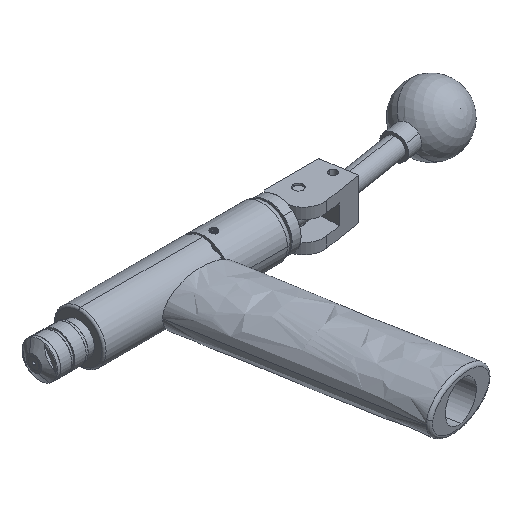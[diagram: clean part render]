
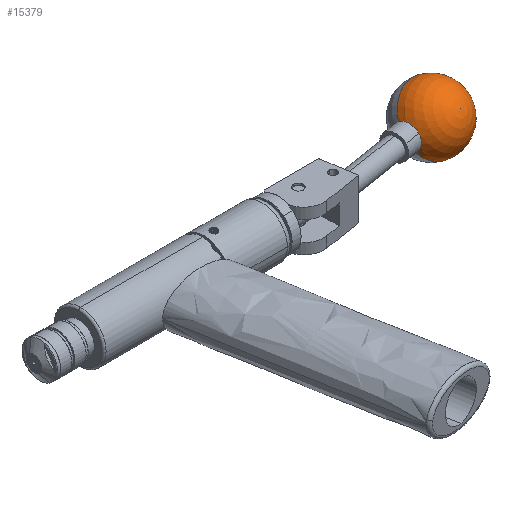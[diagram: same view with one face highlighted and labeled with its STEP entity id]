
A CAD part, isometric view. The second image highlights one B-rep face of the part: STEP entity #15379.
In plain terms, the highlighted spherical face has radius 15.875 mm.
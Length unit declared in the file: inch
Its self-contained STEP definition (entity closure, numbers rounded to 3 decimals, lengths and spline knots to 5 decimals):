
#151 = EDGE_LOOP ( 'NONE', ( #8302, #15090, #13879, #5310 ) ) ;
#506 = CIRCLE ( 'NONE', #1310, 0.25 ) ;
#1310 = AXIS2_PLACEMENT_3D ( 'NONE', #6241, #13547, #3351 ) ;
#2327 = CARTESIAN_POINT ( 'NONE',  ( 7.78472, 0.37782, 0. ) ) ;
#2836 = VERTEX_POINT ( 'NONE', #4173 ) ;
#2846 = DIRECTION ( 'NONE',  ( 0.092, -0.578, -0.811 ) ) ;
#3249 = VERTEX_POINT ( 'NONE', #6942 ) ;
#3351 = DIRECTION ( 'NONE',  ( 0.127, -0.801, 0.585 ) ) ;
#3931 = FACE_OUTER_BOUND ( 'NONE', #151, .T. ) ;
#4019 = SPHERICAL_SURFACE ( 'NONE', #10309, 0.625 ) ;
#4173 = CARTESIAN_POINT ( 'NONE',  ( 6.63337, -0.00981, 0.14627 ) ) ;
#4221 = CARTESIAN_POINT ( 'NONE',  ( 7.16742, 0.28004, 0. ) ) ;
#4799 = AXIS2_PLACEMENT_3D ( 'NONE', #4221, #9220, #15103 ) ;
#4871 = DIRECTION ( 'NONE',  ( -0.127, 0.801, -0.585 ) ) ;
#5310 = ORIENTED_EDGE ( 'NONE', *, *, #10176, .T. ) ;
#6124 = DIRECTION ( 'NONE',  ( 0.127, -0.801, 0.585 ) ) ;
#6241 = CARTESIAN_POINT ( 'NONE',  ( 6.60165, 0.19044, 0. ) ) ;
#6427 = DIRECTION ( 'NONE',  ( 0., 0.59, 0.808 ) ) ;
#6785 = CIRCLE ( 'NONE', #15891, 0.625 ) ;
#6942 = CARTESIAN_POINT ( 'NONE',  ( 6.62453, 0.04597, -0.20274 ) ) ;
#7259 = DIRECTION ( 'NONE',  ( 0.988, 0.156, 0. ) ) ;
#7393 = AXIS2_PLACEMENT_3D ( 'NONE', #10947, #7259, #6124 ) ;
#7480 = EDGE_CURVE ( 'NONE', #15744, #3249, #6785, .T. ) ;
#8302 = ORIENTED_EDGE ( 'NONE', *, *, #7480, .F. ) ;
#8977 = EDGE_CURVE ( 'NONE', #11860, #2836, #15229, .T. ) ;
#9103 = DIRECTION ( 'NONE',  ( 0.127, -0.801, 0.585 ) ) ;
#9220 = DIRECTION ( 'NONE',  ( 0.127, -0.801, 0.585 ) ) ;
#10176 = EDGE_CURVE ( 'NONE', #2836, #3249, #506, .T. ) ;
#10309 = AXIS2_PLACEMENT_3D ( 'NONE', #10318, #9103, #2846 ) ;
#10318 = CARTESIAN_POINT ( 'NONE',  ( 7.16742, 0.28004, 0. ) ) ;
#10947 = CARTESIAN_POINT ( 'NONE',  ( 6.60165, 0.19044, 0. ) ) ;
#11087 = CIRCLE ( 'NONE', #4799, 0.625 ) ;
#11860 = VERTEX_POINT ( 'NONE', #12271 ) ;
#12271 = CARTESIAN_POINT ( 'NONE',  ( 6.57877, 0.3349, 0.20274 ) ) ;
#13133 = EDGE_CURVE ( 'NONE', #15744, #11860, #11087, .T. ) ;
#13547 = DIRECTION ( 'NONE',  ( 0.988, 0.156, 0. ) ) ;
#13879 = ORIENTED_EDGE ( 'NONE', *, *, #8977, .T. ) ;
#15090 = ORIENTED_EDGE ( 'NONE', *, *, #13133, .T. ) ;
#15103 = DIRECTION ( 'NONE',  ( 0., -0.59, -0.808 ) ) ;
#15229 = CIRCLE ( 'NONE', #7393, 0.25 ) ;
#15379 = ADVANCED_FACE ( 'NONE', ( #3931 ), #4019, .T. ) ;
#15744 = VERTEX_POINT ( 'NONE', #2327 ) ;
#15891 = AXIS2_PLACEMENT_3D ( 'NONE', #16071, #4871, #6427 ) ;
#16071 = CARTESIAN_POINT ( 'NONE',  ( 7.16742, 0.28004, 0. ) ) ;
